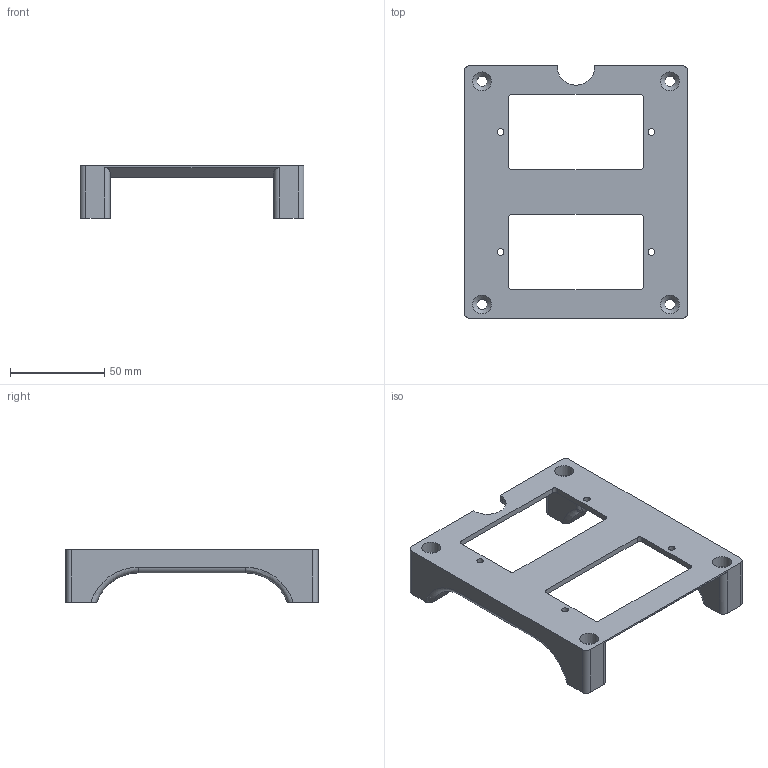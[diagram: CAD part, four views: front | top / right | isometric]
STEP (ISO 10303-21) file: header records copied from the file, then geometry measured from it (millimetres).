
FILE_DESCRIPTION(/* description */ ('STEP AP242','CAx-IF Rec.Pracs.---Representation and Presentation of Product Manufacturing Information (PMI)---4.0---2014-10-13','CAx-IF Rec.Pracs.---3D Tessellated Geometry---0.4---2014-09-14','2;1'),/* implementation_level */ '2;1');
FILE_NAME(/* name */ '6782f4047f4a1a6d2ed1ee8f',/* time_stamp */ '2025-01-11T22:43:17Z',/* author */ (''),/* organization */ (''),/* preprocessor_version */ 'ST-DEVELOPER v20',/* originating_system */ 'ONSHAPE BY PTC INC, 1.192',/* authorisation */ ' ');
FILE_SCHEMA (('AP242_MANAGED_MODEL_BASED_3D_ENGINEERING_MIM_LF { 1 0 10303 442 1 1 4 }'));
Length unit declared in the file: metre
Products named in the file (1): Face Plate v2 - Blank
Bounding box: 118.72 x 134 x 27.9 mm (x, y, z)
Volume: 87474.5 mm3; surface area: 34281.1 mm2
Topology: 1 solids, 1 shells, 147 faces, 379 edges, 216 vertices
Faces by surface type: cylinder 66, plane 32, torus 19, bspline 16, sphere 10, cone 4
Full cylindrical faces by diameter (mm): 3.5 x4, 5.5 x4, 10 x4
Entity records: 4646 total; most frequent: CARTESIAN_POINT 1257, DIRECTION 714, ORIENTED_EDGE 682, EDGE_CURVE 341, AXIS2_PLACEMENT_3D 287, VERTEX_POINT 212, EDGE_LOOP 183, FACE_BOUND 183
